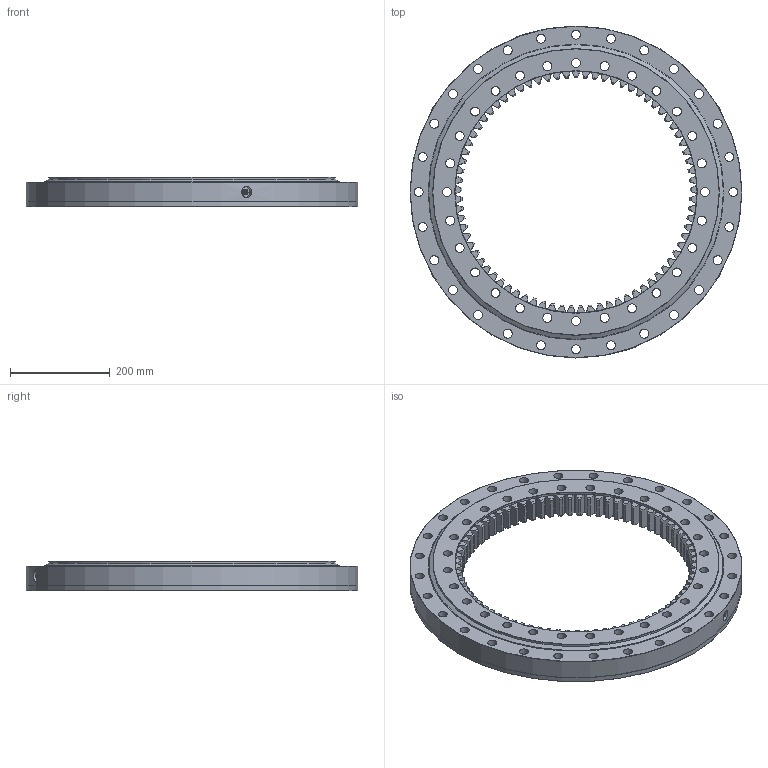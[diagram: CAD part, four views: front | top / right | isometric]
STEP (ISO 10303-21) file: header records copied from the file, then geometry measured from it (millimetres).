
FILE_DESCRIPTION (( 'STEP AP214' ), '1' );
FILE_NAME ('I.665.18.15.D.1-RV.STEP', '2019-11-19T14:26:33', ( '' ), ( '' ), 'SwSTEP 2.0', 'SolidWorks 2016', '' );
FILE_SCHEMA (( 'AUTOMOTIVE_DESIGN' ));
Length unit declared in the file: millimetre
Products named in the file (7): I.665.18.15.D.1-RV - OR Seal; I.665.18.15.D.1-RV - OR; I.665.18.15.D.1-RV - IR; I.665.18.15.D.1-RV; Roller L18; Grease nipple M10x1mm; I.665.18.15.D.1-RV - IR Seal
Assembly tree (76 placements, depth 2):
  I.665.18.15.D.1-RV
    I.665.18.15.D.1-RV - IR
    I.665.18.15.D.1-RV - OR
    Roller L18  x70
    I.665.18.15.D.1-RV - IR Seal
    Grease nipple M10x1mm  x2
    I.665.18.15.D.1-RV - OR Seal
Bounding box: 665 x 665 x 60 mm (x, y, z)
Volume: 7647933.5 mm3; surface area: 1216941.9 mm2
Topology: 76 solids, 76 shells, 1056 faces, 2561 edges, 1671 vertices
Faces by surface type: plane 332, cylinder 226, cone 196, bspline 154, torus 148
Full cylindrical faces by diameter (mm): 3 x4, 8.5 x2, 10 x2, 18 x126, 22 x2, 485 x1, 560.5 x2, 574.5 x3, 577.5 x3, 591.5 x2, 664 x1, 665 x1
Entity records: 46438 total; most frequent: CARTESIAN_POINT 29273, ORIENTED_EDGE 3682, DIRECTION 2913, EDGE_CURVE 1841, VERTEX_POINT 1284, AXIS2_PLACEMENT_3D 1107, EDGE_LOOP 925, FACE_OUTER_BOUND 770
